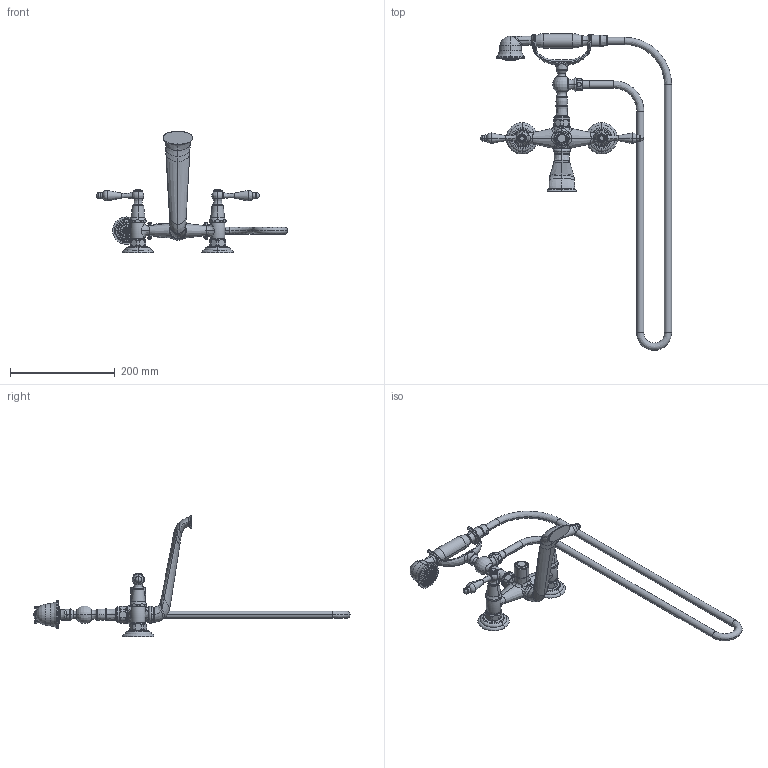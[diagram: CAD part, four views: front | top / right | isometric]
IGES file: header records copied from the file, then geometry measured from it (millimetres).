
Start section:  PTC IGES file: 850-4283.igs
Global section: file name: 850-4283.igs; native system: Creo Parametric by PTC Inc.; preprocessor: 2018400; author: jinson.thomas; organization: Unknown; date: 20210114.132840; units: inch
Bounding box: 366.02 x 606.04 x 232.16 mm (x, y, z)
Volume: 812530.9 mm3; surface area: 170758.8 mm2
Topology: 1 solids, 1 shells, 845 faces, 1908 edges, 1154 vertices
Faces by surface type: revolution 534, bspline 307, extrusion 4
